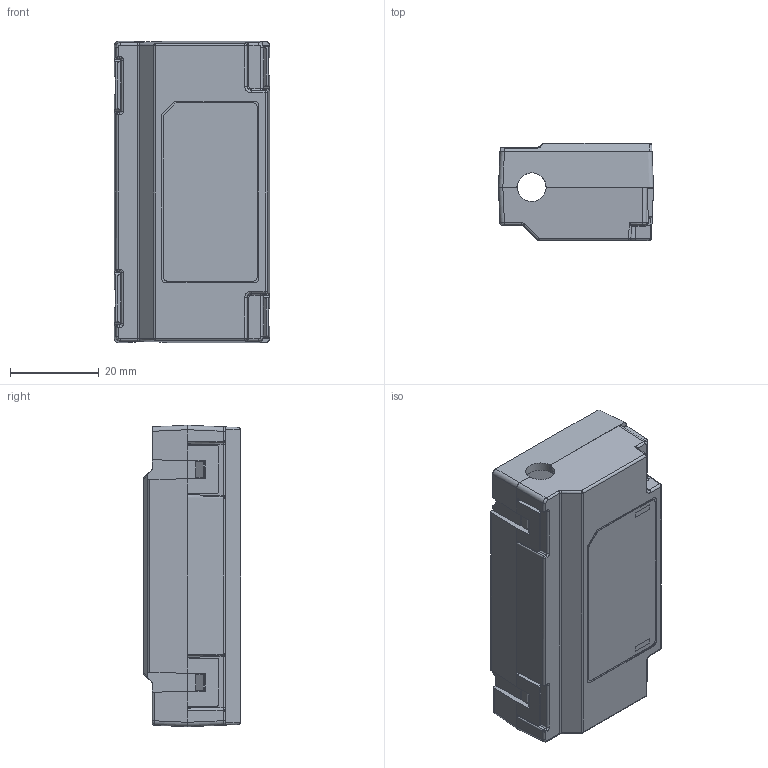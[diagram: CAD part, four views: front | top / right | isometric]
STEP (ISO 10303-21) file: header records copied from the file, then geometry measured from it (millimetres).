
FILE_DESCRIPTION (( 'STEP AP214' ), '1' );
FILE_NAME ('SV2-BBOX-1.STEP', '2020-11-11T17:24:57', ( '' ), ( '' ), 'SwSTEP 2.0', 'SolidWorks 2017', '' );
FILE_SCHEMA (( 'AUTOMOTIVE_DESIGN' ));
Length unit declared in the file: inch
Products named in the file (1): SV2-BBOX-1
Bounding box: 35 x 22 x 68 mm (x, y, z)
Volume: 15757.1 mm3; surface area: 20018.3 mm2
Topology: 3 solids, 3 shells, 606 faces, 1691 edges, 1081 vertices
Faces by surface type: plane 352, cylinder 197, bspline 42, cone 9, torus 6
Entity records: 30957 total; most frequent: CARTESIAN_POINT 8952, ORIENTED_EDGE 3376, DIRECTION 2240, EDGE_CURVE 1688, VERTEX_POINT 1080, LINE 1026, VECTOR 1026, DIMENSIONAL_EXPONENTS 611
